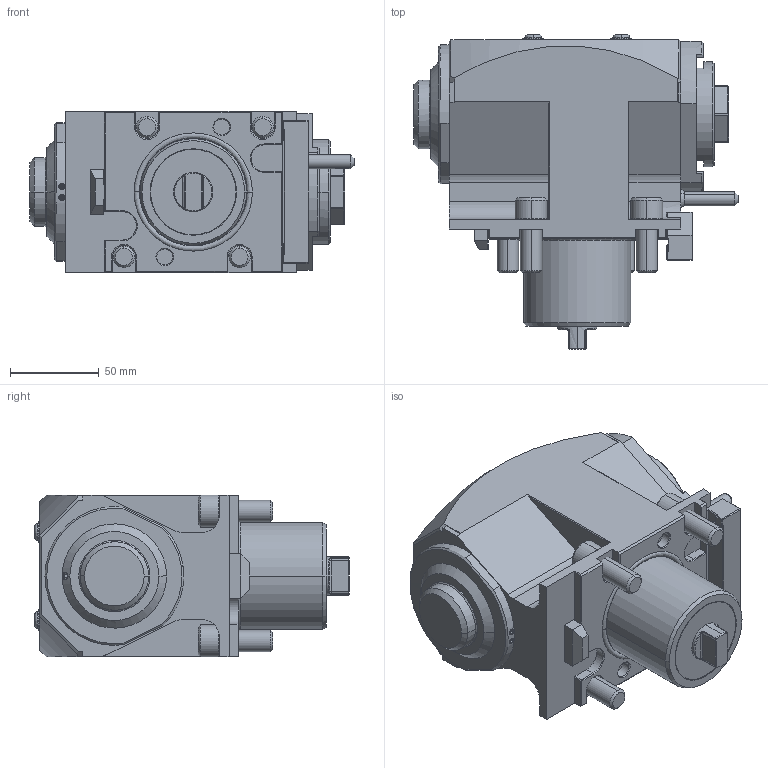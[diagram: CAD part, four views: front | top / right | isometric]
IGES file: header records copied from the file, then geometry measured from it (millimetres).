
Start section:  PTC IGES file: ngt2_60_205_32_3_3_70t_ja.igs
Global section: file name: ngt2_60_205_32_3_3_70t_ja.igs; native system: Pro/ENGINEER by Parametric Technology Corporation; preprocessor: 2010280; author: vali; organization: Unknown; date: 20250716.125739; units: millimetre
Bounding box: 182.14 x 176.75 x 91 mm (x, y, z)
Volume: 1431256.1 mm3; surface area: 112534.5 mm2
Topology: 1 solids, 5 shells, 759 faces, 1811 edges, 1062 vertices
Faces by surface type: bspline 446, revolution 313
